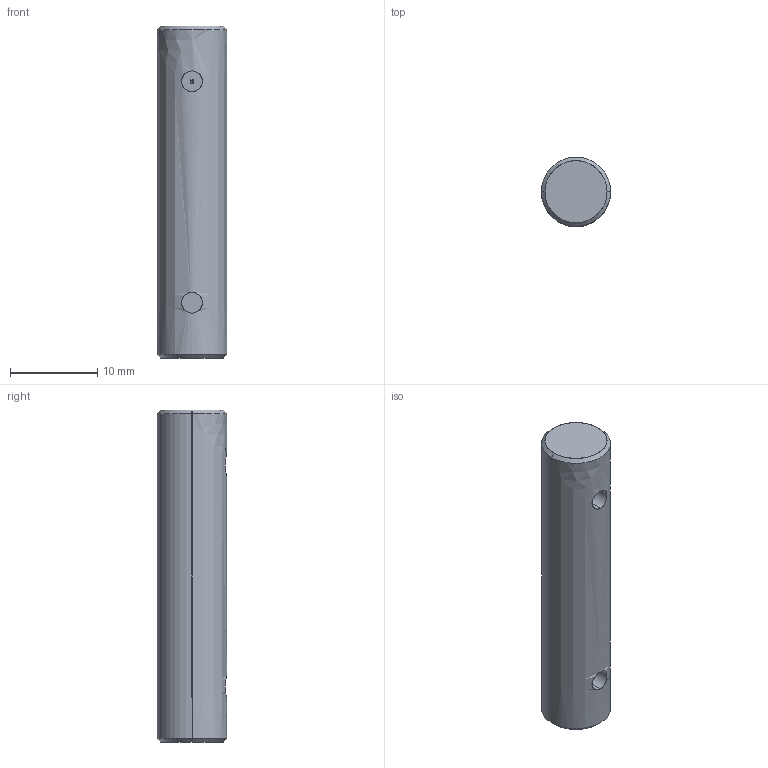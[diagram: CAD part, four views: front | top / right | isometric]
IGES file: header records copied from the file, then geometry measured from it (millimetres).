
Start section: SolidWorks IGES file using analytic representation for surfaces
Global section: file name: 312-CBH.IGS; native system: SolidWorks 2006 by SolidWorks Corporation; preprocessor: SolidWorks 2006 by SolidWorks Corporation; author: rvillegas; date: 061210.192334; units: inch
Bounding box: 7.94 x 7.94 x 38.1 mm (x, y, z)
Surface area: 1095.1 mm2 (no closed solid volume)
Topology: 0 solids, 0 shells, 36 faces, 456 edges, 456 vertices
Faces by surface type: bspline 26, revolution 10
